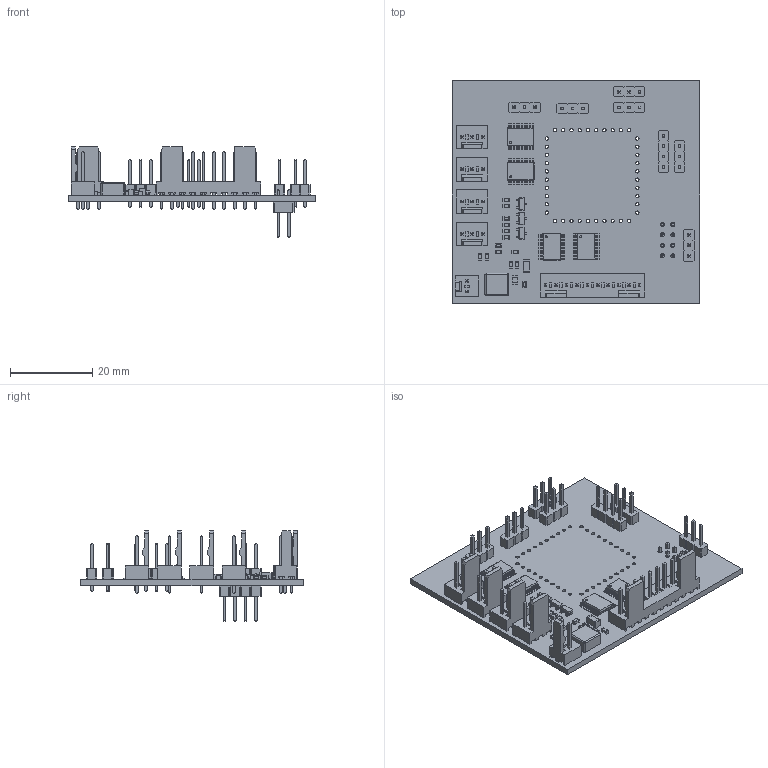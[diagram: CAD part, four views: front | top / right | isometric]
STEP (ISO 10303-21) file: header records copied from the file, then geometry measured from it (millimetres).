
FILE_DESCRIPTION(('KiCad electronic assembly'),'2;1');
FILE_NAME('AstralCNC.step','2025-06-19T18:32:02',('Pcbnew'),('Kicad'), 'Open CASCADE STEP processor 7.8','KiCad to STEP converter','Unknown' );
FILE_SCHEMA(('AUTOMOTIVE_DESIGN { 1 0 10303 214 1 1 1 1 }'));
Length unit declared in the file: millimetre
Products named in the file (15): AstralCNC 1; PinHeader_1x03_P2.54mm_Vertical; C_1206_3216Metric; C_0603_1608Metric; Molex_KK-254_AE-6410-03A_1x03_P2.54mm_Vertical; C_0805_2012Metric; SOT-23; Molex_KK-254_AE-6410-02A_1x02_P2.54mm_Vertical; TSSOP-20_4.4x6.5mm_P0.65mm; Molex_KK-254_AE-6410-10A_1x10_P2.54mm_Vertical; L_Chilisin_BMRA00050530; AstralCNC 1.18.1; PinHeader_1x04_P2.54mm_Vertical; PinHeader_2x04_P2.54mm_Vertical; AstralCNC_PCB
Assembly tree (40 placements, depth 3):
  AstralCNC 1
    PinHeader_1x03_P2.54mm_Vertical  x6
    C_1206_3216Metric
    C_0603_1608Metric  x14
    Molex_KK-254_AE-6410-03A_1x03_P2.54mm_Vertical  x4
    C_0805_2012Metric
    SOT-23  x3
    Molex_KK-254_AE-6410-02A_1x02_P2.54mm_Vertical
    TSSOP-20_4.4x6.5mm_P0.65mm  x4
    Molex_KK-254_AE-6410-10A_1x10_P2.54mm_Vertical
    L_Chilisin_BMRA00050530
      AstralCNC 1.18.1
    PinHeader_1x04_P2.54mm_Vertical
    PinHeader_2x04_P2.54mm_Vertical
    AstralCNC_PCB
Bounding box: 60 x 54 x 21.92 mm (x, y, z)
Volume: 7007.9 mm3; surface area: 12368.8 mm2
Topology: 41 solids, 41 shells, 3597 faces, 9131 edges, 5756 vertices
Faces by surface type: plane 2675, cylinder 661, bspline 257, sphere 4
Full cylindrical faces by diameter (mm): 0.5 x4, 0.8 x40, 1 x30, 1.19 x24
Entity records: 51325 total; most frequent: CARTESIAN_POINT 7557, ORIENTED_EDGE 7142, DIRECTION 6757, EDGE_CURVE 3571, LINE 3037, VECTOR 3037, VERTEX_POINT 2248, AXIS2_PLACEMENT_3D 1860
